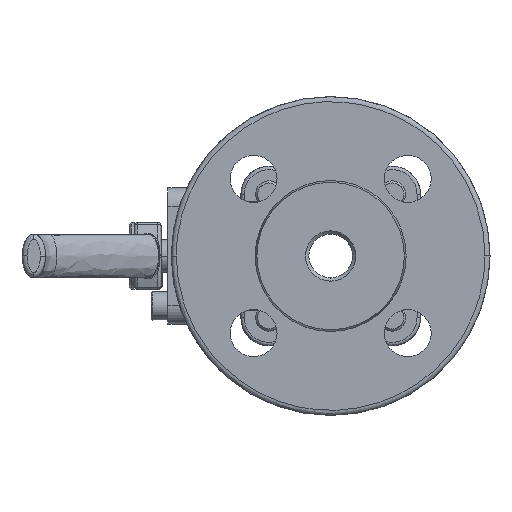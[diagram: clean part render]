
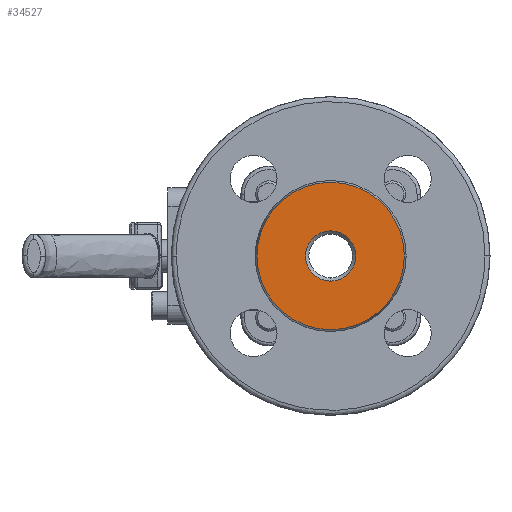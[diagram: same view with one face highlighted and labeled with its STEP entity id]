
A CAD part, left-side view. The second image highlights one B-rep face of the part: STEP entity #34527.
In plain terms, the highlighted planar face has unit normal (-1, 0, 0).
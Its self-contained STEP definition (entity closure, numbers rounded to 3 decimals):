
#1641 = AXIS2_PLACEMENT_3D ( 'NONE', #28910, #31796, #42707 ) ;
#3891 = CARTESIAN_POINT ( 'NONE',  ( -49., 0., 0. ) ) ;
#5247 = ORIENTED_EDGE ( 'NONE', *, *, #26566, .F. ) ;
#6434 = AXIS2_PLACEMENT_3D ( 'NONE', #26263, #38973, #39868 ) ;
#6622 = DIRECTION ( 'NONE',  ( 0., -1., 0. ) ) ;
#7041 = DIRECTION ( 'NONE',  ( 0., 0., 1. ) ) ;
#8990 = CIRCLE ( 'NONE', #30251, 21.964 ) ;
#9732 = PLANE ( 'NONE',  #31043 ) ;
#12246 = ORIENTED_EDGE ( 'NONE', *, *, #24123, .T. ) ;
#13050 = FACE_BOUND ( 'NONE', #18622, .T. ) ;
#13350 = CARTESIAN_POINT ( 'NONE',  ( -49., 0., -7.5 ) ) ;
#13827 = VERTEX_POINT ( 'NONE', #13350 ) ;
#14410 = EDGE_CURVE ( 'NONE', #15181, #13827, #39074, .T. ) ;
#14973 = EDGE_CURVE ( 'NONE', #31686, #38428, #29880, .T. ) ;
#15181 = VERTEX_POINT ( 'NONE', #22835 ) ;
#17680 = CARTESIAN_POINT ( 'NONE',  ( -49., 21.964, 0. ) ) ;
#18622 = EDGE_LOOP ( 'NONE', ( #24345, #12246 ) ) ;
#20830 = CIRCLE ( 'NONE', #1641, 7.5 ) ;
#22835 = CARTESIAN_POINT ( 'NONE',  ( -49., 0., 7.5 ) ) ;
#23364 = CARTESIAN_POINT ( 'NONE',  ( -49., -21.964, 0. ) ) ;
#23391 = DIRECTION ( 'NONE',  ( 1., 0., 0. ) ) ;
#23888 = DIRECTION ( 'NONE',  ( 1., 0., 0. ) ) ;
#24123 = EDGE_CURVE ( 'NONE', #13827, #15181, #20830, .T. ) ;
#24345 = ORIENTED_EDGE ( 'NONE', *, *, #14410, .T. ) ;
#26263 = CARTESIAN_POINT ( 'NONE',  ( -49., 0., 0. ) ) ;
#26566 = EDGE_CURVE ( 'NONE', #38428, #31686, #8990, .T. ) ;
#28910 = CARTESIAN_POINT ( 'NONE',  ( -49., 0., 0. ) ) ;
#28913 = DIRECTION ( 'NONE',  ( -1., 0., 0. ) ) ;
#29880 = CIRCLE ( 'NONE', #6434, 21.964 ) ;
#30251 = AXIS2_PLACEMENT_3D ( 'NONE', #40336, #23391, #36759 ) ;
#30545 = AXIS2_PLACEMENT_3D ( 'NONE', #3891, #23888, #7041 ) ;
#31043 = AXIS2_PLACEMENT_3D ( 'NONE', #40413, #28913, #6622 ) ;
#31686 = VERTEX_POINT ( 'NONE', #17680 ) ;
#31796 = DIRECTION ( 'NONE',  ( 1., 0., 0. ) ) ;
#33508 = FACE_OUTER_BOUND ( 'NONE', #43185, .T. ) ;
#34527 = ADVANCED_FACE ( 'NONE', ( #33508, #13050 ), #9732, .T. ) ;
#36759 = DIRECTION ( 'NONE',  ( 0., 1., 0. ) ) ;
#38428 = VERTEX_POINT ( 'NONE', #23364 ) ;
#38973 = DIRECTION ( 'NONE',  ( 1., 0., 0. ) ) ;
#39074 = CIRCLE ( 'NONE', #30545, 7.5 ) ;
#39615 = ORIENTED_EDGE ( 'NONE', *, *, #14973, .F. ) ;
#39868 = DIRECTION ( 'NONE',  ( 0., 1., 0. ) ) ;
#40336 = CARTESIAN_POINT ( 'NONE',  ( -49., 0., 0. ) ) ;
#40413 = CARTESIAN_POINT ( 'NONE',  ( -49., 7.5, 0. ) ) ;
#42707 = DIRECTION ( 'NONE',  ( 0., 0., 1. ) ) ;
#43185 = EDGE_LOOP ( 'NONE', ( #39615, #5247 ) ) ;
